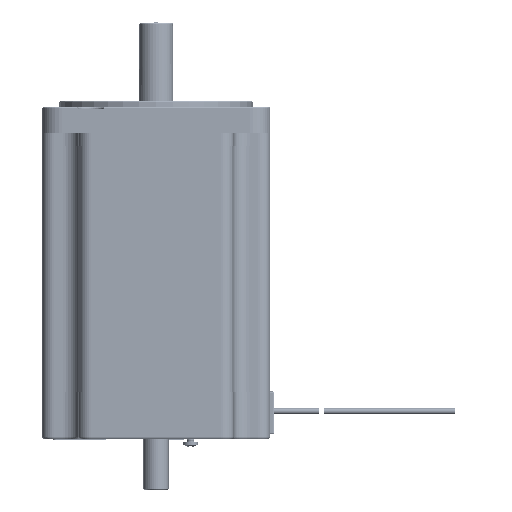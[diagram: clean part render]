
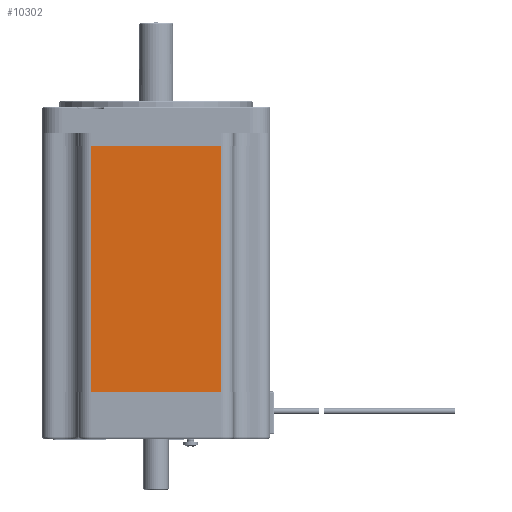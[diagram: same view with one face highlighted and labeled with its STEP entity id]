
A CAD part, left-side view. The second image highlights one B-rep face of the part: STEP entity #10302.
In plain terms, the highlighted planar face has unit normal (-1, 0, 0).
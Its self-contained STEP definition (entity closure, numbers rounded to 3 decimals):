
#54=DIRECTION('',(0.,-1.,0.));
#55=VECTOR('',#54,49.1);
#56=CARTESIAN_POINT('',(-42.85,24.55,0.));
#57=LINE('',#56,#55);
#1225=DIRECTION('',(0.,-1.,0.));
#1226=VECTOR('',#1225,49.1);
#1227=CARTESIAN_POINT('',(-42.85,24.55,92.5));
#1228=LINE('',#1227,#1226);
#2399=DIRECTION('',(0.,0.,1.));
#2400=VECTOR('',#2399,92.5);
#2401=CARTESIAN_POINT('',(-42.85,-24.55,0.));
#2402=LINE('',#2401,#2400);
#2403=DIRECTION('',(0.,0.,1.));
#2404=VECTOR('',#2403,92.5);
#2405=CARTESIAN_POINT('',(-42.85,24.55,0.));
#2406=LINE('',#2405,#2404);
#6343=CARTESIAN_POINT('',(-42.85,24.55,0.));
#6344=CARTESIAN_POINT('',(-42.85,-24.55,0.));
#6345=VERTEX_POINT('',#6343);
#6346=VERTEX_POINT('',#6344);
#6355=CARTESIAN_POINT('',(-42.85,24.55,92.5));
#6356=CARTESIAN_POINT('',(-42.85,-24.55,92.5));
#6357=VERTEX_POINT('',#6355);
#6358=VERTEX_POINT('',#6356);
#10290=CARTESIAN_POINT('',(-42.85,24.55,0.));
#10291=DIRECTION('',(-1.,0.,0.));
#10292=DIRECTION('',(0.,-1.,0.));
#10293=AXIS2_PLACEMENT_3D('',#10290,#10291,#10292);
#10294=PLANE('',#10293);
#10295=ORIENTED_EDGE('',*,*,#8268,.F.);
#10297=ORIENTED_EDGE('',*,*,#10296,.T.);
#10298=ORIENTED_EDGE('',*,*,#9243,.T.);
#10299=ORIENTED_EDGE('',*,*,#10283,.F.);
#10300=EDGE_LOOP('',(#10295,#10297,#10298,#10299));
#10301=FACE_OUTER_BOUND('',#10300,.F.);
#10302=ADVANCED_FACE('',(#10301),#10294,.T.);
#8268=EDGE_CURVE('',#6345,#6346,#57,.T.);
#9243=EDGE_CURVE('',#6357,#6358,#1228,.T.);
#10283=EDGE_CURVE('',#6346,#6358,#2402,.T.);
#10296=EDGE_CURVE('',#6345,#6357,#2406,.T.);
